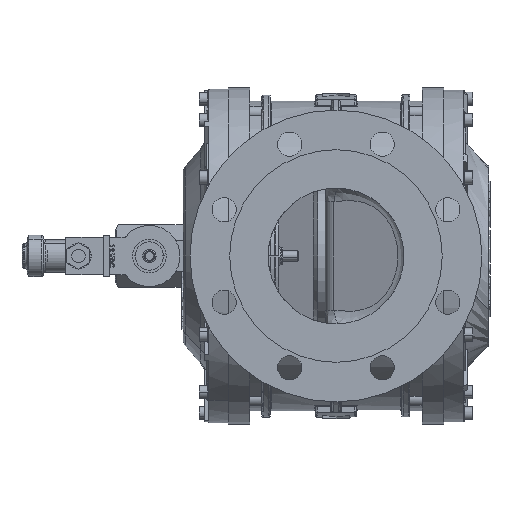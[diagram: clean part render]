
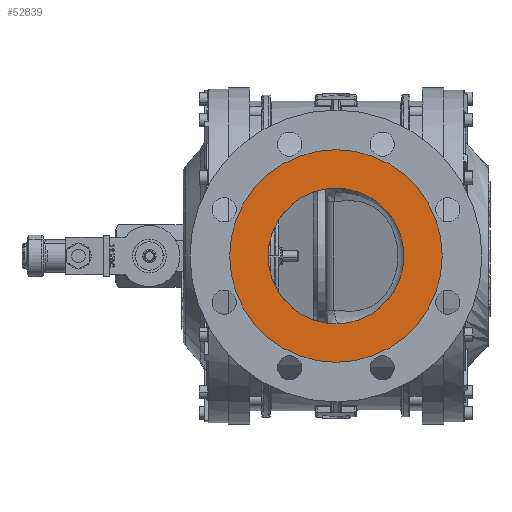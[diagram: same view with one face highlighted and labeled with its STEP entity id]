
A CAD part, left-side view. The second image highlights one B-rep face of the part: STEP entity #52839.
In plain terms, the highlighted planar face has unit normal (-1, 0, 0).
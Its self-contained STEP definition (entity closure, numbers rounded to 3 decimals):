
#1367 = DIRECTION ( 'NONE',  ( 0., 0., 1. ) ) ;
#7771 = ORIENTED_EDGE ( 'NONE', *, *, #31578, .F. ) ;
#10038 = CARTESIAN_POINT ( 'NONE',  ( -175., 0., -79. ) ) ;
#11014 = VERTEX_POINT ( 'NONE', #10038 ) ;
#11842 = CIRCLE ( 'NONE', #52015, 50.5 ) ;
#12439 = CARTESIAN_POINT ( 'NONE',  ( -175., 0., 0. ) ) ;
#14755 = DIRECTION ( 'NONE',  ( 0., 0., 1. ) ) ;
#17601 = FACE_OUTER_BOUND ( 'NONE', #21681, .T. ) ;
#18042 = VERTEX_POINT ( 'NONE', #57610 ) ;
#18953 = CARTESIAN_POINT ( 'NONE',  ( -175., 0., -50.5 ) ) ;
#19612 = DIRECTION ( 'NONE',  ( -1., 0., 0. ) ) ;
#21681 = EDGE_LOOP ( 'NONE', ( #30562, #43815 ) ) ;
#22284 = CARTESIAN_POINT ( 'NONE',  ( -175., 0., 0. ) ) ;
#26483 = DIRECTION ( 'NONE',  ( 0., 0., 1. ) ) ;
#30437 = EDGE_CURVE ( 'NONE', #55680, #11014, #80057, .T. ) ;
#30562 = ORIENTED_EDGE ( 'NONE', *, *, #30437, .T. ) ;
#31333 = CARTESIAN_POINT ( 'NONE',  ( -175., 0., 79. ) ) ;
#31578 = EDGE_CURVE ( 'NONE', #46883, #18042, #55313, .T. ) ;
#34170 = CARTESIAN_POINT ( 'NONE',  ( -175., 0., 0. ) ) ;
#34431 = AXIS2_PLACEMENT_3D ( 'NONE', #77415, #43549, #14755 ) ;
#35507 = CIRCLE ( 'NONE', #53166, 79. ) ;
#35859 = FACE_BOUND ( 'NONE', #79724, .T. ) ;
#37918 = ORIENTED_EDGE ( 'NONE', *, *, #44817, .F. ) ;
#40018 = CARTESIAN_POINT ( 'NONE',  ( -175., 0., 0. ) ) ;
#40493 = DIRECTION ( 'NONE',  ( -1., 0., 0. ) ) ;
#43549 = DIRECTION ( 'NONE',  ( -1., 0., 0. ) ) ;
#43815 = ORIENTED_EDGE ( 'NONE', *, *, #44641, .T. ) ;
#44641 = EDGE_CURVE ( 'NONE', #11014, #55680, #35507, .T. ) ;
#44817 = EDGE_CURVE ( 'NONE', #18042, #46883, #11842, .T. ) ;
#46883 = VERTEX_POINT ( 'NONE', #18953 ) ;
#47253 = DIRECTION ( 'NONE',  ( 1., 0., 0. ) ) ;
#50502 = AXIS2_PLACEMENT_3D ( 'NONE', #34170, #40493, #81602 ) ;
#52015 = AXIS2_PLACEMENT_3D ( 'NONE', #22284, #82899, #1367 ) ;
#52839 = ADVANCED_FACE ( 'NONE', ( #35859, #17601 ), #88550, .F. ) ;
#53166 = AXIS2_PLACEMENT_3D ( 'NONE', #40018, #19612, #26483 ) ;
#55313 = CIRCLE ( 'NONE', #34431, 50.5 ) ;
#55680 = VERTEX_POINT ( 'NONE', #31333 ) ;
#57610 = CARTESIAN_POINT ( 'NONE',  ( -175., 0., 50.5 ) ) ;
#64446 = AXIS2_PLACEMENT_3D ( 'NONE', #12439, #47253, #67627 ) ;
#67627 = DIRECTION ( 'NONE',  ( 0., 0., -1. ) ) ;
#77415 = CARTESIAN_POINT ( 'NONE',  ( -175., 0., 0. ) ) ;
#79724 = EDGE_LOOP ( 'NONE', ( #37918, #7771 ) ) ;
#80057 = CIRCLE ( 'NONE', #50502, 79. ) ;
#81602 = DIRECTION ( 'NONE',  ( 0., 0., 1. ) ) ;
#82899 = DIRECTION ( 'NONE',  ( -1., 0., 0. ) ) ;
#88550 = PLANE ( 'NONE',  #64446 ) ;
